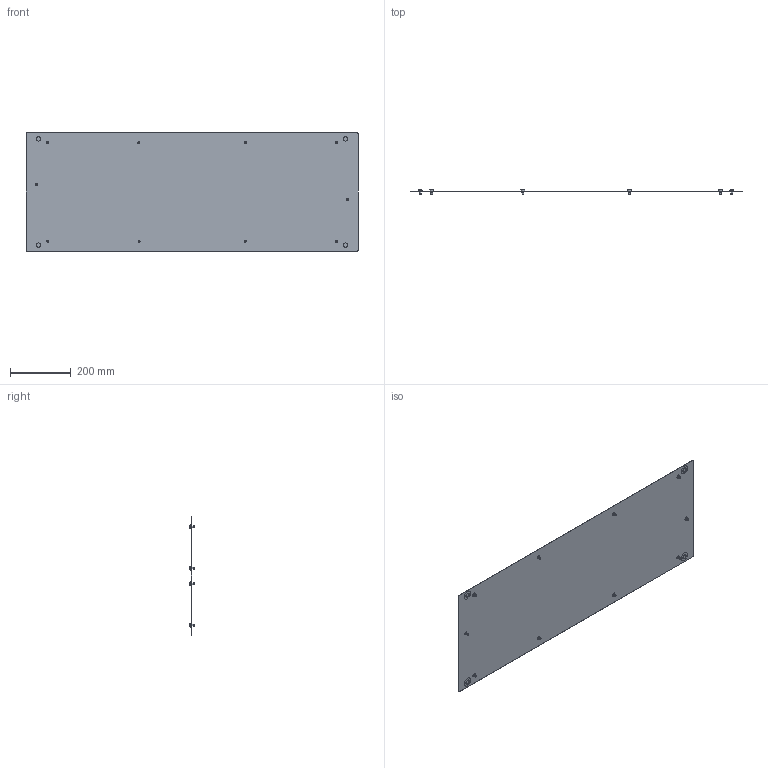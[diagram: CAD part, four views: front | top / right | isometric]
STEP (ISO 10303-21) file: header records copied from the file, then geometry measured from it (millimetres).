
FILE_DESCRIPTION(('STEP AP214'),'1');
FILE_NAME('cctmp_D3BFB23F-14D4-4E3B-807D-703CAB6B644E_2024_05_06_11_30_09_0139..stp','2024-05-06T09:30:09',('SIEMENS A&D'),('CADClick - www.CADClick.com'),'Spatial InterOp 3D',' ','unknown authorization');
FILE_SCHEMA(('AUTOMOTIVE_DESIGN'));
Length unit declared in the file: millimetre
Products named in the file (16): cc_unnamed; 2024_05_06_11_30_09_0123; 2024_05_06_11_30_09_0092; 2024_05_06_11_30_09_0060; 2024_05_06_11_30_09_0029; 2024_05_06_11_30_08_0998; 2024_05_06_11_30_08_0967; 2024_05_06_11_30_08_0935; 2024_05_06_11_30_08_0904; 2024_05_06_11_30_08_0873; 2024_05_06_11_30_08_0842; 2024_05_06_11_30_08_0810; 2024_05_06_11_30_08_0779; 2024_05_06_11_30_08_0748; 2024_05_06_11_30_08_0717; 2024_05_06_11_30_08_0685
Assembly tree (15 placements, depth 2):
  cc_unnamed
    2024_05_06_11_30_09_0123
    2024_05_06_11_30_09_0092
    2024_05_06_11_30_09_0060
    2024_05_06_11_30_09_0029
    2024_05_06_11_30_08_0998
    2024_05_06_11_30_08_0967
    2024_05_06_11_30_08_0935
    2024_05_06_11_30_08_0904
    2024_05_06_11_30_08_0873
    2024_05_06_11_30_08_0842
    2024_05_06_11_30_08_0810
    2024_05_06_11_30_08_0779
    2024_05_06_11_30_08_0748
    2024_05_06_11_30_08_0717
    2024_05_06_11_30_08_0685
Bounding box: 1092.5 x 14.75 x 389 mm (x, y, z)
Volume: 644659.7 mm3; surface area: 864284.1 mm2
Topology: 15 solids, 15 shells, 164 faces, 332 edges, 208 vertices
Faces by surface type: cylinder 80, plane 44, cone 40
Entity records: 6161 total; most frequent: DIRECTION 892, CARTESIAN_POINT 720, ORIENTED_EDGE 664, AXIS2_PLACEMENT_3D 380, EDGE_CURVE 332, VERTEX_POINT 208, EDGE_LOOP 202, CIRCLE 200
